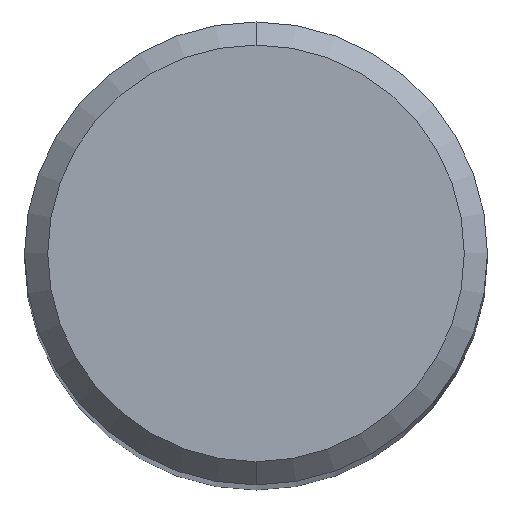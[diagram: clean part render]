
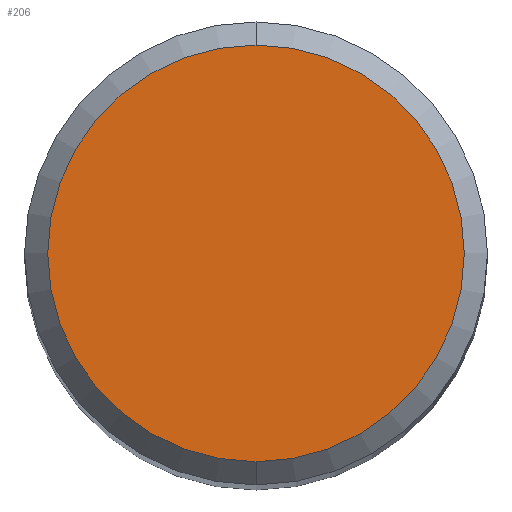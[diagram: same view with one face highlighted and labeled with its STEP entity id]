
A CAD part, top view. The second image highlights one B-rep face of the part: STEP entity #206.
In plain terms, the highlighted planar face has unit normal (0, 0, 1).
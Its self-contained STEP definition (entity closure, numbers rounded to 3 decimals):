
#206=ADVANCED_FACE('',(#509),#510,.T.);
#244=EDGE_CURVE('',#246,#316,#550,.T.);
#246=VERTEX_POINT('',#552);
#316=VERTEX_POINT('',#630);
#328=EDGE_CURVE('',#316,#246,#643,.T.);
#509=FACE_OUTER_BOUND('',#855,.T.);
#510=PLANE('',#856);
#550=CIRCLE('',#937,3.6);
#552=CARTESIAN_POINT('',(0.,-3.6,0.0));
#630=CARTESIAN_POINT('',(0.0,3.6,0.0));
#643=CIRCLE('',#1127,3.6);
#855=EDGE_LOOP('',(#1460,#1461));
#856=AXIS2_PLACEMENT_3D('',#1462,#1463,#1464);
#937=AXIS2_PLACEMENT_3D('',#1496,#1497,#1498);
#1127=AXIS2_PLACEMENT_3D('',#1613,#1614,#1615);
#1460=ORIENTED_EDGE('',*,*,#328,.F.);
#1461=ORIENTED_EDGE('',*,*,#244,.F.);
#1462=CARTESIAN_POINT('',(0.0,1.8,0.0));
#1463=DIRECTION('',(-0.0,0.0,1.0));
#1464=DIRECTION('',(0.0,-1.0,0.0));
#1496=CARTESIAN_POINT('',(0.0,0.0,0.0));
#1497=DIRECTION('',(0.0,0.0,-1.0));
#1498=DIRECTION('',(0.0,1.0,0.0));
#1613=CARTESIAN_POINT('',(0.0,0.0,0.0));
#1614=DIRECTION('',(0.0,0.0,-1.0));
#1615=DIRECTION('',(0.0,1.0,0.0));
